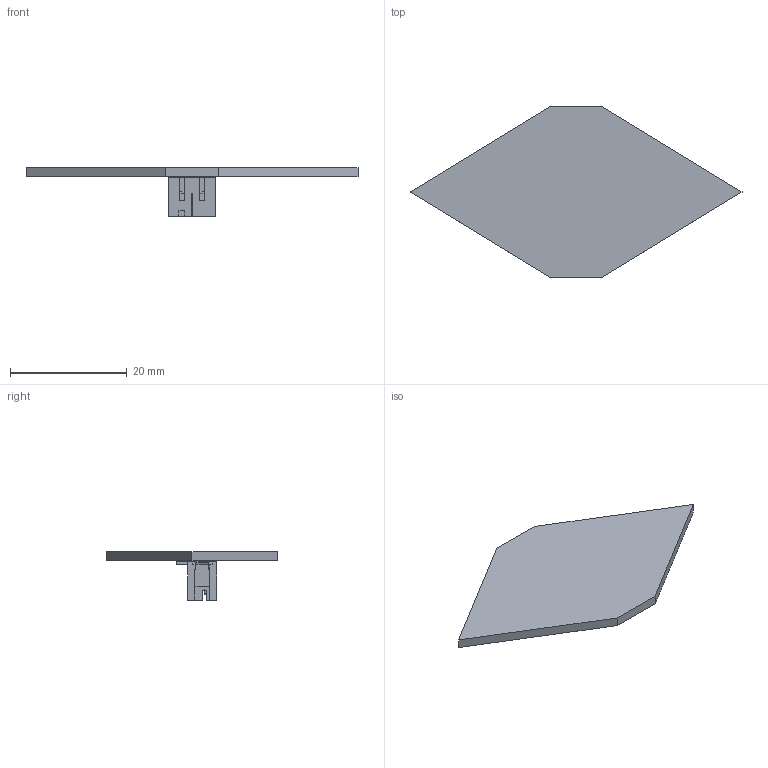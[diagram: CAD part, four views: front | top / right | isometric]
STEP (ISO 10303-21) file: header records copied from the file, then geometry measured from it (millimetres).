
FILE_DESCRIPTION(('KiCad electronic assembly'),'2;1');
FILE_NAME('seg4.step','2021-10-21T20:57:22',('An Author'),('A Company'), 'Open CASCADE STEP processor 6.9','KiCad to STEP converter','Unknown' );
FILE_SCHEMA(('AUTOMOTIVE_DESIGN { 1 0 10303 214 1 1 1 1 }'));
Length unit declared in the file: millimetre
Products named in the file (4): Open CASCADE STEP translator 6.9 1; JST-B2B-PH-SM4-TB; SOLID
Assembly tree (3 placements, depth 3):
  Open CASCADE STEP translator 6.9 1
    JST-B2B-PH-SM4-TB
      SOLID
    SOLID
Bounding box: 56.96 x 29.2 x 8.38 mm (x, y, z)
Volume: 1697 mm3; surface area: 2546.8 mm2
Topology: 2 solids, 2 shells, 193 faces, 515 edges, 326 vertices
Faces by surface type: plane 177, cylinder 8, bspline 8
Entity records: 14394 total; most frequent: CARTESIAN_POINT 2740, DIRECTION 1899, LINE 1459, VECTOR 1459, ORIENTED_EDGE 1030, PCURVE 1030, DEFINITIONAL_REPRESENTATION 1030, EDGE_CURVE 515
